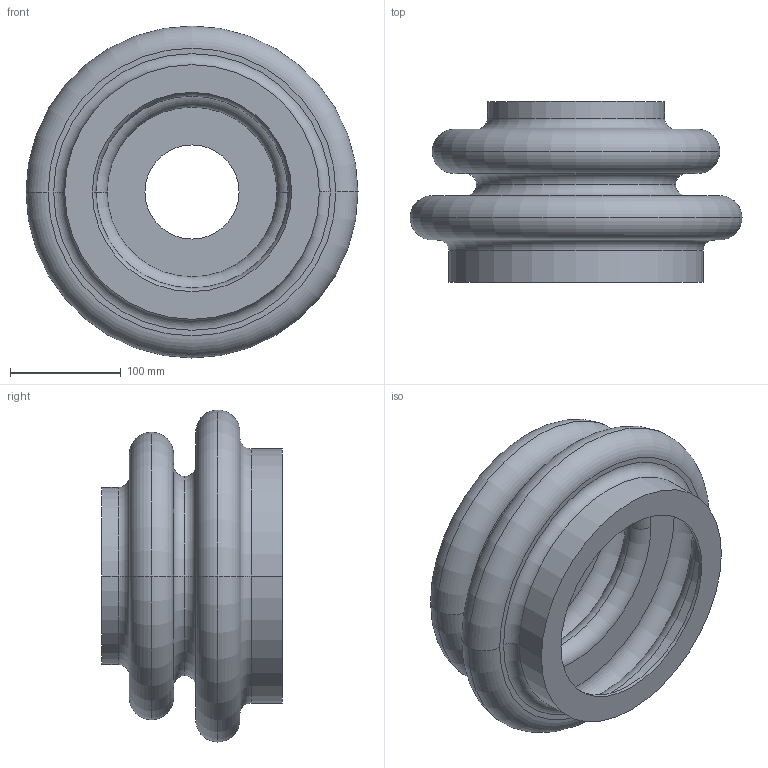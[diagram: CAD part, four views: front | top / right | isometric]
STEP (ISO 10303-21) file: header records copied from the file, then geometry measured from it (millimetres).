
FILE_DESCRIPTION(('produced by SPATIAL CORP'),'2;1');
FILE_NAME( 'boot.prt.hh.sat.stp', '2002-04-19T14:13:43+00:00',('SPATIAL CORP'),('SPATIAL CORP'), 'ACIS STEP Husk','http://www.spatial.com','SPATIAL CORP');
FILE_SCHEMA(('CONFIG_CONTROL_DESIGN'));
Length unit declared in the file: millimetre
Products named in the file (1): PRODUCT_ID_1
Bounding box: 300 x 163.3 x 300 mm (x, y, z)
Volume: 787523.7 mm3; surface area: 480102.9 mm2
Topology: 1 solids, 1 shells, 56 faces, 112 edges, 68 vertices
Faces by surface type: torus 32, plane 12, cylinder 12
Entity records: 1465 total; most frequent: DIRECTION 276, ORIENTED_EDGE 224, CARTESIAN_POINT 212, AXIS2_PLACEMENT_3D 132, EDGE_CURVE 112, CIRCLE 88, VERTEX_POINT 68, EDGE_LOOP 68
